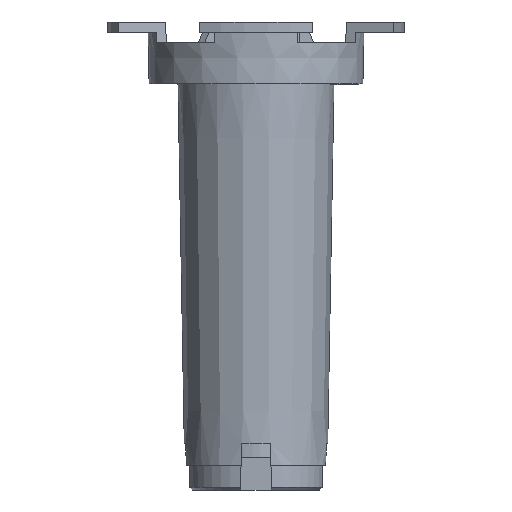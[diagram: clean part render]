
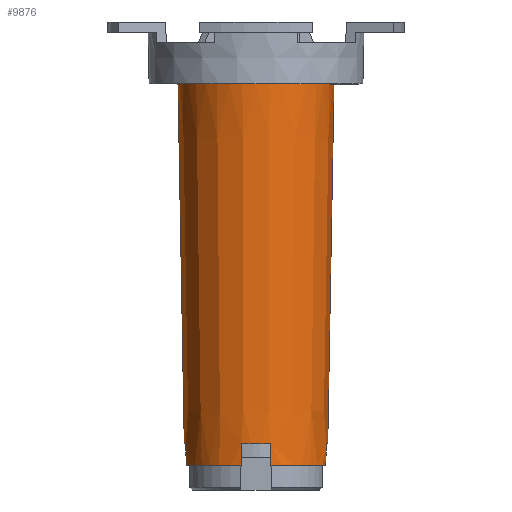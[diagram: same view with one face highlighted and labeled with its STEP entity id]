
A CAD part, front view. The second image highlights one B-rep face of the part: STEP entity #9876.
In plain terms, the highlighted conical face has half-angle 1 degrees and reference radius 14.549 mm.
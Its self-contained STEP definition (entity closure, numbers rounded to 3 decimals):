
#843=CARTESIAN_POINT('',(0.,0.,-76.35));
#844=DIRECTION('',(0.,0.,1.));
#845=DIRECTION('',(0.21,-0.978,0.));
#846=AXIS2_PLACEMENT_3D('',#843,#844,#845);
#858=CARTESIAN_POINT('',(0.,0.,-76.35));
#859=DIRECTION('',(0.,0.,1.));
#860=DIRECTION('',(-0.978,-0.21,0.));
#861=AXIS2_PLACEMENT_3D('',#858,#859,#860);
#1728=CARTESIAN_POINT('',(2.843,-13.681,-72.15));
#1729=CARTESIAN_POINT('',(2.851,-13.671,
-72.619));
#1730=CARTESIAN_POINT('',(2.867,-13.651,
-73.556));
#1731=CARTESIAN_POINT('',(2.892,-13.621,
-74.956));
#1732=CARTESIAN_POINT('',(2.908,-13.601,
-75.886));
#1733=CARTESIAN_POINT('',(2.916,-13.591,-76.35));
#1738=CARTESIAN_POINT('',(0.,0.,-72.15));
#1739=DIRECTION('',(0.,0.,1.));
#1740=DIRECTION('',(-0.203,-0.979,0.));
#1741=AXIS2_PLACEMENT_3D('',#1738,#1739,#1740);
#1746=CARTESIAN_POINT('',(-2.916,-13.591,-76.35));
#1747=CARTESIAN_POINT('',(-2.908,-13.601,
-75.886));
#1748=CARTESIAN_POINT('',(-2.892,-13.621,
-74.956));
#1749=CARTESIAN_POINT('',(-2.867,-13.651,
-73.556));
#1750=CARTESIAN_POINT('',(-2.851,-13.671,
-72.619));
#1751=CARTESIAN_POINT('',(-2.843,-13.681,-72.15));
#1756=CARTESIAN_POINT('',(-13.681,-2.843,-72.15));
#1757=CARTESIAN_POINT('',(-13.671,-2.851,
-72.619));
#1758=CARTESIAN_POINT('',(-13.651,-2.867,
-73.556));
#1759=CARTESIAN_POINT('',(-13.621,-2.892,
-74.956));
#1760=CARTESIAN_POINT('',(-13.601,-2.908,
-75.886));
#1761=CARTESIAN_POINT('',(-13.591,-2.916,-76.35));
#1766=CARTESIAN_POINT('',(0.,0.,-72.15));
#1767=DIRECTION('',(0.,0.,1.));
#1768=DIRECTION('',(-1.,0.,0.));
#1769=AXIS2_PLACEMENT_3D('',#1766,#1767,#1768);
#1774=DIRECTION('',(0.017,0.,-1.));
#1775=VECTOR('',#1774,70.161);
#1776=CARTESIAN_POINT('',(-15.198,0.,-2.));
#1777=LINE('',#1776,#1775);
#1781=CARTESIAN_POINT('',(0.,0.,-2.));
#1782=DIRECTION('',(0.,0.,1.));
#1783=DIRECTION('',(-1.,0.,0.));
#1784=AXIS2_PLACEMENT_3D('',#1781,#1782,#1783);
#1789=DIRECTION('',(-0.017,0.,-1.));
#1790=VECTOR('',#1789,70.161);
#1791=CARTESIAN_POINT('',(15.198,0.,-2.));
#1792=LINE('',#1791,#1790);
#1796=CARTESIAN_POINT('',(0.,0.,-72.15));
#1797=DIRECTION('',(0.,0.,1.));
#1798=DIRECTION('',(0.979,-0.203,0.));
#1799=AXIS2_PLACEMENT_3D('',#1796,#1797,#1798);
#1804=CARTESIAN_POINT('',(13.591,-2.916,-76.35));
#1805=CARTESIAN_POINT('',(13.601,-2.908,
-75.886));
#1806=CARTESIAN_POINT('',(13.621,-2.892,
-74.956));
#1807=CARTESIAN_POINT('',(13.651,-2.867,
-73.556));
#1808=CARTESIAN_POINT('',(13.671,-2.851,
-72.619));
#1809=CARTESIAN_POINT('',(13.681,-2.843,-72.15));
#7788=CARTESIAN_POINT('',(13.591,-2.916,-76.35));
#7790=VERTEX_POINT('',#7788);
#7794=CARTESIAN_POINT('',(13.974,0.,-72.15));
#7796=VERTEX_POINT('',#7794);
#7798=CARTESIAN_POINT('',(13.681,-2.843,-72.15));
#7799=VERTEX_POINT('',#7798);
#7854=CARTESIAN_POINT('',(-13.591,-2.916,-76.35));
#7856=VERTEX_POINT('',#7854);
#7865=CARTESIAN_POINT('',(-13.974,0.,-72.15));
#7867=VERTEX_POINT('',#7865);
#7868=CARTESIAN_POINT('',(-13.681,-2.843,-72.15));
#7869=VERTEX_POINT('',#7868);
#7890=CARTESIAN_POINT('',(2.916,-13.591,-76.35));
#7892=VERTEX_POINT('',#7890);
#7894=CARTESIAN_POINT('',(-2.916,-13.591,-76.35));
#7896=VERTEX_POINT('',#7894);
#7900=CARTESIAN_POINT('',(-2.843,-13.681,-72.15));
#7901=CARTESIAN_POINT('',(2.843,-13.681,-72.15));
#7902=VERTEX_POINT('',#7900);
#7903=VERTEX_POINT('',#7901);
#7940=CARTESIAN_POINT('',(15.198,0.,-2.));
#7941=CARTESIAN_POINT('',(-15.198,0.,-2.));
#7942=VERTEX_POINT('',#7940);
#7943=VERTEX_POINT('',#7941);
#9852=CARTESIAN_POINT('',(0.,0.,-39.175));
#9853=DIRECTION('',(0.,0.,1.));
#9854=DIRECTION('',(-1.,0.,0.));
#9855=AXIS2_PLACEMENT_3D('',#9852,#9853,#9854);
#9856=CONICAL_SURFACE('',#9855,14.549,1.);
#9857=ORIENTED_EDGE('',*,*,#9299,.F.);
#9859=ORIENTED_EDGE('',*,*,#9858,.F.);
#9861=ORIENTED_EDGE('',*,*,#9860,.F.);
#9863=ORIENTED_EDGE('',*,*,#9862,.F.);
#9864=ORIENTED_EDGE('',*,*,#9311,.F.);
#9865=ORIENTED_EDGE('',*,*,#9381,.F.);
#9866=ORIENTED_EDGE('',*,*,#9363,.F.);
#9867=ORIENTED_EDGE('',*,*,#9346,.F.);
#9869=ORIENTED_EDGE('',*,*,#9868,.T.);
#9870=ORIENTED_EDGE('',*,*,#9342,.T.);
#9872=ORIENTED_EDGE('',*,*,#9871,.F.);
#9873=ORIENTED_EDGE('',*,*,#9842,.F.);
#9874=EDGE_LOOP('',(#9857,#9859,#9861,#9863,#9864,#9865,#9866,#9867,#9869,#9870,
#9872,#9873));
#9875=FACE_OUTER_BOUND('',#9874,.F.);
#9876=ADVANCED_FACE('',(#9875),#9856,.T.);
#847=CIRCLE('',#846,13.9);
#862=CIRCLE('',#861,13.9);
#1734=B_SPLINE_CURVE_WITH_KNOTS('',3,(#1728,#1729,#1730,#1731,#1732,#1733),
.UNSPECIFIED.,.F.,.F.,(4,1,1,4),(0.,0.333,0.667,1.),
.UNSPECIFIED.);
#1742=CIRCLE('',#1741,13.974);
#1752=B_SPLINE_CURVE_WITH_KNOTS('',3,(#1746,#1747,#1748,#1749,#1750,#1751),
.UNSPECIFIED.,.F.,.F.,(4,1,1,4),(0.,0.333,0.667,1.),
.UNSPECIFIED.);
#1762=B_SPLINE_CURVE_WITH_KNOTS('',3,(#1756,#1757,#1758,#1759,#1760,#1761),
.UNSPECIFIED.,.F.,.F.,(4,1,1,4),(0.,0.333,0.667,1.),
.UNSPECIFIED.);
#1770=CIRCLE('',#1769,13.974);
#1785=CIRCLE('',#1784,15.198);
#1800=CIRCLE('',#1799,13.974);
#1810=B_SPLINE_CURVE_WITH_KNOTS('',3,(#1804,#1805,#1806,#1807,#1808,#1809),
.UNSPECIFIED.,.F.,.F.,(4,1,1,4),(0.,0.333,0.667,1.),
.UNSPECIFIED.);
#9299=EDGE_CURVE('',#7892,#7790,#847,.T.);
#9311=EDGE_CURVE('',#7856,#7896,#862,.T.);
#9342=EDGE_CURVE('',#7942,#7796,#1792,.T.);
#9346=EDGE_CURVE('',#7943,#7867,#1777,.T.);
#9363=EDGE_CURVE('',#7867,#7869,#1770,.T.);
#9381=EDGE_CURVE('',#7869,#7856,#1762,.T.);
#9842=EDGE_CURVE('',#7790,#7799,#1810,.T.);
#9858=EDGE_CURVE('',#7903,#7892,#1734,.T.);
#9860=EDGE_CURVE('',#7902,#7903,#1742,.T.);
#9862=EDGE_CURVE('',#7896,#7902,#1752,.T.);
#9868=EDGE_CURVE('',#7943,#7942,#1785,.T.);
#9871=EDGE_CURVE('',#7799,#7796,#1800,.T.);
